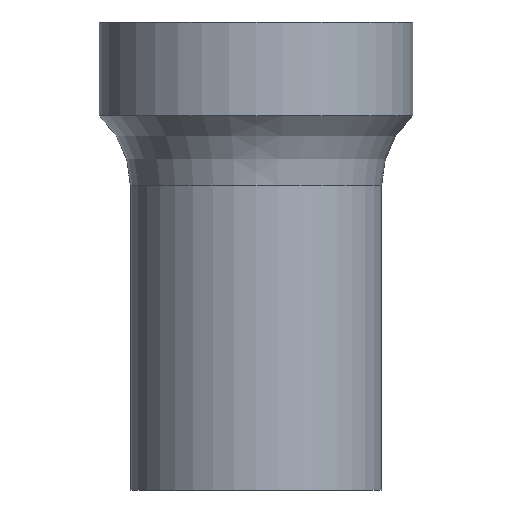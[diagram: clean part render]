
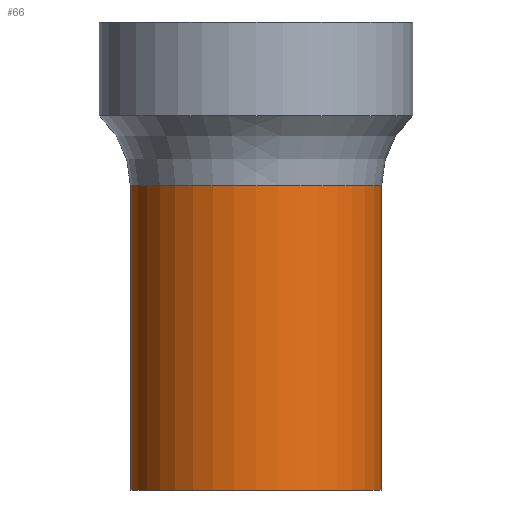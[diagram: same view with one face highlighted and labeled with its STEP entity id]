
A CAD part, left-side view. The second image highlights one B-rep face of the part: STEP entity #66.
In plain terms, the highlighted cylindrical face has radius 20.125 mm (diameter 40.25 mm), a full revolution.
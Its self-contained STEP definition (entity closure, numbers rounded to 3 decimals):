
#66=ADVANCED_FACE('',(#173,#175,#177),#179,.T.);
#173=FACE_OUTER_BOUND('',#174,.T.);
#174=EDGE_LOOP('',(#263));
#175=FACE_OUTER_BOUND('',#176,.T.);
#176=EDGE_LOOP('',(#264));
#177=FACE_BOUND('',#178,.T.);
#178=EDGE_LOOP('',(#265,#266,#267,#268));
#179=CYLINDRICAL_SURFACE('',#180,20.125);
#180=AXIS2_PLACEMENT_3D('',#181,#182,#183);
#181=CARTESIAN_POINT('',(0.,0.,0.));
#182=DIRECTION('',(0.,0.,1.));
#183=DIRECTION('',(-1.,0.,0.));
#263=ORIENTED_EDGE('',*,*,#304,.F.);
#264=ORIENTED_EDGE('',*,*,#294,.T.);
#265=ORIENTED_EDGE('',*,*,#295,.F.);
#266=ORIENTED_EDGE('',*,*,#302,.F.);
#267=ORIENTED_EDGE('',*,*,#300,.F.);
#268=ORIENTED_EDGE('',*,*,#298,.F.);
#294=EDGE_CURVE('',#341,#341,#342,.T.);
#295=EDGE_CURVE('',#343,#344,#345,.T.);
#298=EDGE_CURVE('',#344,#348,#349,.F.);
#300=EDGE_CURVE('',#348,#351,#352,.F.);
#302=EDGE_CURVE('',#351,#343,#354,.T.);
#304=EDGE_CURVE('',#357,#357,#358,.T.);
#341=VERTEX_POINT('',#440);
#342=CIRCLE('',#441,20.125);
#343=VERTEX_POINT('',#445);
#344=VERTEX_POINT('',#446);
#345=LINE('',#447,#448);
#348=VERTEX_POINT('',#456);
#349=CIRCLE('',#457,20.125);
#351=VERTEX_POINT('',#464);
#352=LINE('',#465,#466);
#354=CIRCLE('',#471,20.125);
#357=VERTEX_POINT('',#480);
#358=CIRCLE('',#481,20.125);
#440=CARTESIAN_POINT('',(-20.125,0.,0.));
#441=AXIS2_PLACEMENT_3D('',#442,#443,#444);
#442=CARTESIAN_POINT('',(0.,0.,0.));
#443=DIRECTION('',(0.,0.,1.));
#444=DIRECTION('',(-1.,0.,0.));
#445=CARTESIAN_POINT('',(17.465,10.,15.));
#446=CARTESIAN_POINT('',(17.465,10.,45.));
#447=CARTESIAN_POINT('',(17.465,10.,15.));
#448=VECTOR('',#449,1.);
#449=DIRECTION('',(0.,0.,1.));
#456=CARTESIAN_POINT('',(17.465,-10.,45.));
#457=AXIS2_PLACEMENT_3D('',#458,#459,#460);
#458=CARTESIAN_POINT('',(0.,0.,45.));
#459=DIRECTION('',(0.,0.,1.));
#460=DIRECTION('',(0.868,-0.497,0.));
#464=CARTESIAN_POINT('',(17.465,-10.,15.));
#465=CARTESIAN_POINT('',(17.465,-10.,15.));
#466=VECTOR('',#467,1.);
#467=DIRECTION('',(0.,0.,1.));
#471=AXIS2_PLACEMENT_3D('',#472,#473,#474);
#472=CARTESIAN_POINT('',(0.,0.,15.));
#473=DIRECTION('',(0.,0.,1.));
#474=DIRECTION('',(0.868,-0.497,0.));
#480=CARTESIAN_POINT('',(-20.125,0.,48.82));
#481=AXIS2_PLACEMENT_3D('',#482,#483,#484);
#482=CARTESIAN_POINT('',(0.,0.,48.82));
#483=DIRECTION('',(0.,0.,1.));
#484=DIRECTION('',(-1.,0.,0.));
